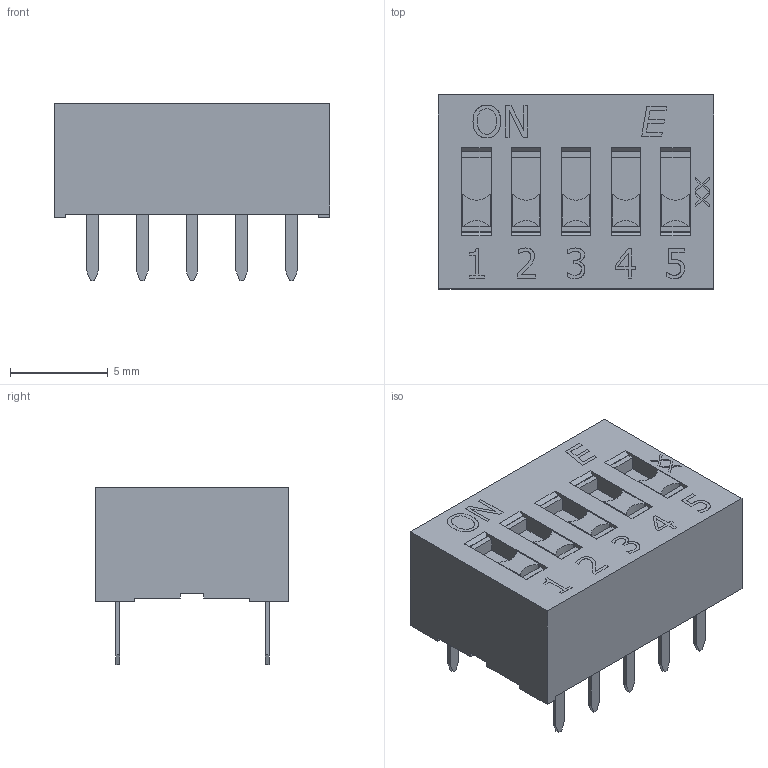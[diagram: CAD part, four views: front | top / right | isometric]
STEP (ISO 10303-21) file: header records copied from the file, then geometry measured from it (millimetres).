
FILE_DESCRIPTION(/* description */ (''),/* implementation_level */ '2;1');
FILE_NAME(/* name */ 'KAS1105Rx.stp',/* time_stamp */ '2025-05-21T11:18:53-05:00',/* author */ ('mroman'),/* organization */ (''),/* preprocessor_version */ 'ST-DEVELOPER v18.1',/* originating_system */ 'Autodesk Inventor 2022',/* authorisation */ '');
FILE_SCHEMA (('AUTOMOTIVE_DESIGN { 1 0 10303 214 3 1 1 }'));
Length unit declared in the file: centimetre
Products named in the file (1): KAS1105Rx
Bounding box: 14.06 x 9.9 x 9.05 mm (x, y, z)
Volume: 740.6 mm3; surface area: 695 mm2
Topology: 1 solids, 1 shells, 408 faces, 1120 edges, 746 vertices
Faces by surface type: plane 325, bspline 63, cylinder 20
Entity records: 13266 total; most frequent: CARTESIAN_POINT 3239, ORIENTED_EDGE 2240, DIRECTION 1726, EDGE_CURVE 1120, LINE 954, VECTOR 954, VERTEX_POINT 746, EDGE_LOOP 440
